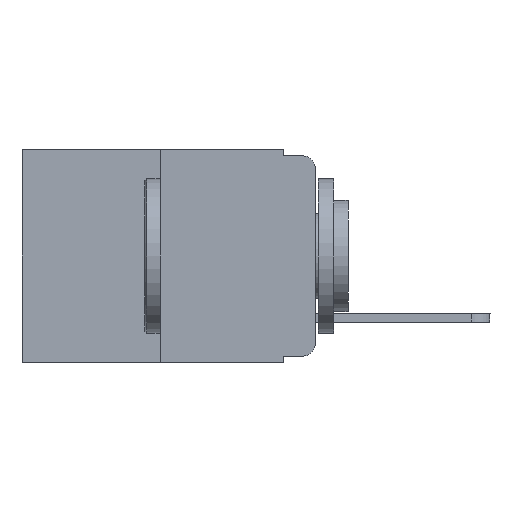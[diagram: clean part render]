
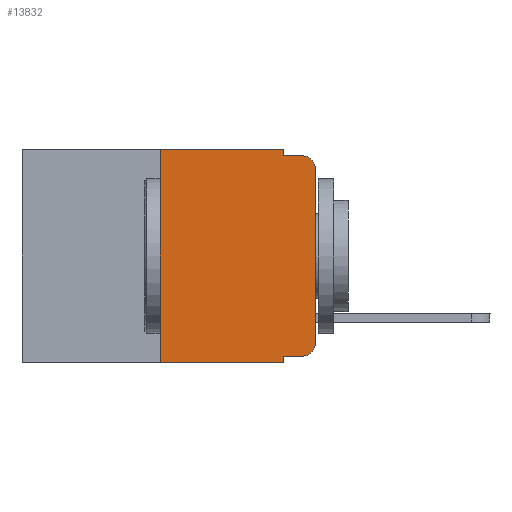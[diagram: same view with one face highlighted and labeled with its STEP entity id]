
A CAD part, left-side view. The second image highlights one B-rep face of the part: STEP entity #13832.
In plain terms, the highlighted planar face has unit normal (-1, 0, 0).
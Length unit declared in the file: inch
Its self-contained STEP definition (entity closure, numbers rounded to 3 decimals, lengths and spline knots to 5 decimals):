
#28 = EDGE_LOOP ( 'NONE', ( #11358, #9680, #243, #8960, #11723, #13453, #1484, #9118, #17124, #14840 ) ) ;
#243 = ORIENTED_EDGE ( 'NONE', *, *, #475, .F. ) ;
#475 = EDGE_CURVE ( 'NONE', #10093, #3526, #9289, .T. ) ;
#529 = CARTESIAN_POINT ( 'NONE',  ( 0., 0., -0.313 ) ) ;
#641 = DIRECTION ( 'NONE',  ( 0., -1., 0. ) ) ;
#776 = DIRECTION ( 'NONE',  ( 0., 0., -1. ) ) ;
#849 = CARTESIAN_POINT ( 'NONE',  ( 0., 0.051, -0.01 ) ) ;
#948 = DIRECTION ( 'NONE',  ( 0., 0., -1. ) ) ;
#1484 = ORIENTED_EDGE ( 'NONE', *, *, #3121, .T. ) ;
#1509 = CARTESIAN_POINT ( 'NONE',  ( 0., 0., -0.03 ) ) ;
#1655 = CARTESIAN_POINT ( 'NONE',  ( 0., 0.051, -0.343 ) ) ;
#1942 = EDGE_CURVE ( 'NONE', #11045, #3025, #14485, .T. ) ;
#2406 = EDGE_CURVE ( 'NONE', #17851, #15583, #8684, .T. ) ;
#2539 = VECTOR ( 'NONE', #11979, 39.37008 ) ;
#2627 = VECTOR ( 'NONE', #5737, 39.37008 ) ;
#3025 = VERTEX_POINT ( 'NONE', #16628 ) ;
#3121 = EDGE_CURVE ( 'NONE', #4988, #6379, #10773, .T. ) ;
#3526 = VERTEX_POINT ( 'NONE', #7719 ) ;
#3604 = CARTESIAN_POINT ( 'NONE',  ( 0., 0.473, 0. ) ) ;
#4193 = CARTESIAN_POINT ( 'NONE',  ( 0., 0.25, -0.343 ) ) ;
#4329 = EDGE_CURVE ( 'NONE', #3025, #10093, #17634, .T. ) ;
#4922 = FACE_OUTER_BOUND ( 'NONE', #28, .T. ) ;
#4988 = VERTEX_POINT ( 'NONE', #4193 ) ;
#5644 = CARTESIAN_POINT ( 'NONE',  ( 0., 0.051, -0.333 ) ) ;
#5737 = DIRECTION ( 'NONE',  ( 0., 0., -1. ) ) ;
#5782 = DIRECTION ( 'NONE',  ( 0., -1., 0. ) ) ;
#6194 = CARTESIAN_POINT ( 'NONE',  ( 0., 0.25, 0. ) ) ;
#6210 = DIRECTION ( 'NONE',  ( 0., 0., 1. ) ) ;
#6364 = VECTOR ( 'NONE', #5782, 39.37008 ) ;
#6379 = VERTEX_POINT ( 'NONE', #1655 ) ;
#6550 = CARTESIAN_POINT ( 'NONE',  ( 0., 0.051, -0.333 ) ) ;
#7020 = EDGE_CURVE ( 'NONE', #4988, #11045, #15939, .T. ) ;
#7471 = CARTESIAN_POINT ( 'NONE',  ( 0., 0.25, 0. ) ) ;
#7700 = VERTEX_POINT ( 'NONE', #17039 ) ;
#7719 = CARTESIAN_POINT ( 'NONE',  ( 0., 0.02, -0.01 ) ) ;
#7775 = CARTESIAN_POINT ( 'NONE',  ( 0., 0.02, -0.313 ) ) ;
#7847 = DIRECTION ( 'NONE',  ( 0., 0., -1. ) ) ;
#8262 = VERTEX_POINT ( 'NONE', #5644 ) ;
#8503 = VECTOR ( 'NONE', #16778, 39.37008 ) ;
#8684 = LINE ( 'NONE', #10200, #17119 ) ;
#8960 = ORIENTED_EDGE ( 'NONE', *, *, #4329, .F. ) ;
#9099 = CARTESIAN_POINT ( 'NONE',  ( 0., 0.051, 0. ) ) ;
#9118 = ORIENTED_EDGE ( 'NONE', *, *, #11483, .F. ) ;
#9289 = LINE ( 'NONE', #849, #11645 ) ;
#9680 = ORIENTED_EDGE ( 'NONE', *, *, #12501, .T. ) ;
#10093 = VERTEX_POINT ( 'NONE', #10535 ) ;
#10200 = CARTESIAN_POINT ( 'NONE',  ( 0., 0., 0. ) ) ;
#10535 = CARTESIAN_POINT ( 'NONE',  ( 0., 0.051, -0.01 ) ) ;
#10617 = PLANE ( 'NONE',  #16585 ) ;
#10773 = LINE ( 'NONE', #14928, #17749 ) ;
#11045 = VERTEX_POINT ( 'NONE', #7471 ) ;
#11047 = DIRECTION ( 'NONE',  ( 0., 0., -1. ) ) ;
#11358 = ORIENTED_EDGE ( 'NONE', *, *, #2406, .T. ) ;
#11483 = EDGE_CURVE ( 'NONE', #8262, #6379, #14447, .T. ) ;
#11645 = VECTOR ( 'NONE', #15045, 39.37008 ) ;
#11723 = ORIENTED_EDGE ( 'NONE', *, *, #1942, .F. ) ;
#11979 = DIRECTION ( 'NONE',  ( 0., 0., 1. ) ) ;
#12320 = CIRCLE ( 'NONE', #14420, 0.02 ) ;
#12413 = LINE ( 'NONE', #6550, #8503 ) ;
#12501 = EDGE_CURVE ( 'NONE', #15583, #3526, #12320, .T. ) ;
#12948 = AXIS2_PLACEMENT_3D ( 'NONE', #7775, #15247, #948 ) ;
#13453 = ORIENTED_EDGE ( 'NONE', *, *, #7020, .F. ) ;
#13527 = DIRECTION ( 'NONE',  ( -1., 0., 0. ) ) ;
#13746 = EDGE_CURVE ( 'NONE', #7700, #17851, #14172, .T. ) ;
#13832 = ADVANCED_FACE ( 'NONE', ( #4922 ), #10617, .F. ) ;
#14172 = CIRCLE ( 'NONE', #12948, 0.02 ) ;
#14420 = AXIS2_PLACEMENT_3D ( 'NONE', #16181, #13527, #7847 ) ;
#14447 = LINE ( 'NONE', #17133, #2627 ) ;
#14485 = LINE ( 'NONE', #18583, #6364 ) ;
#14840 = ORIENTED_EDGE ( 'NONE', *, *, #13746, .T. ) ;
#14928 = CARTESIAN_POINT ( 'NONE',  ( 0., 0.473, -0.343 ) ) ;
#15045 = DIRECTION ( 'NONE',  ( 0., -1., 0. ) ) ;
#15247 = DIRECTION ( 'NONE',  ( -1., 0., 0. ) ) ;
#15583 = VERTEX_POINT ( 'NONE', #1509 ) ;
#15939 = LINE ( 'NONE', #6194, #2539 ) ;
#16181 = CARTESIAN_POINT ( 'NONE',  ( 0., 0.02, -0.03 ) ) ;
#16342 = VECTOR ( 'NONE', #11047, 39.37008 ) ;
#16585 = AXIS2_PLACEMENT_3D ( 'NONE', #3604, #18092, #776 ) ;
#16628 = CARTESIAN_POINT ( 'NONE',  ( 0., 0.051, 0. ) ) ;
#16778 = DIRECTION ( 'NONE',  ( 0., -1., 0. ) ) ;
#17039 = CARTESIAN_POINT ( 'NONE',  ( 0., 0.02, -0.333 ) ) ;
#17119 = VECTOR ( 'NONE', #6210, 39.37008 ) ;
#17124 = ORIENTED_EDGE ( 'NONE', *, *, #18355, .T. ) ;
#17133 = CARTESIAN_POINT ( 'NONE',  ( 0., 0.051, 0. ) ) ;
#17634 = LINE ( 'NONE', #9099, #16342 ) ;
#17749 = VECTOR ( 'NONE', #641, 39.37008 ) ;
#17851 = VERTEX_POINT ( 'NONE', #529 ) ;
#18092 = DIRECTION ( 'NONE',  ( 1., 0., 0. ) ) ;
#18355 = EDGE_CURVE ( 'NONE', #8262, #7700, #12413, .T. ) ;
#18583 = CARTESIAN_POINT ( 'NONE',  ( 0., 0.473, 0. ) ) ;
